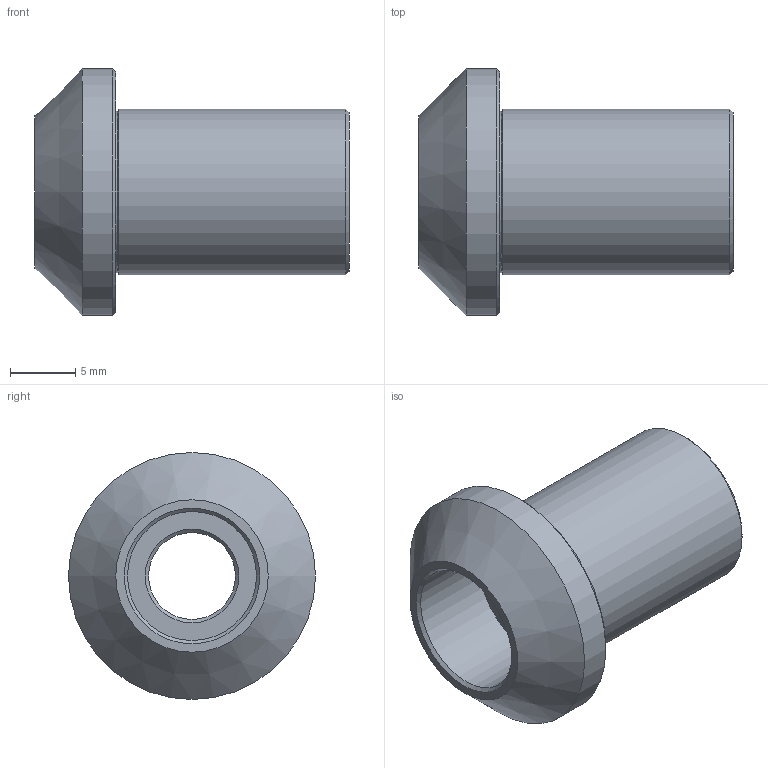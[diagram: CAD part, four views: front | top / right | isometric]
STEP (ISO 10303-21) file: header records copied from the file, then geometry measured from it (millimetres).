
FILE_DESCRIPTION(/* description */ (''),/* implementation_level */ '2;1');
FILE_NAME(/* name */ 'SSA.500-Cap-M.step',/* time_stamp */ '2025-11-25T12:10:58-06:00',/* author */ (''),/* organization */ (''),/* preprocessor_version */ 'ST-DEVELOPER v20.1',/* originating_system */ 'Autodesk Translation Framework v14.21.0.0',/* authorisation */ '');
FILE_SCHEMA (('AUTOMOTIVE_DESIGN { 1 0 10303 214 3 1 1 }'));
Length unit declared in the file: inch
Products named in the file (1): SSA.500-Cap-M
Bounding box: 24.13 x 18.97 x 18.97 mm (x, y, z)
Volume: 2544.2 mm3; surface area: 1999.4 mm2
Topology: 1 solids, 1 shells, 18 faces, 36 edges, 23 vertices
Faces by surface type: cone 8, plane 5, cylinder 5
Full cylindrical faces by diameter (mm): 6.68 x1, 9.906 x1, 12.446 x1, 12.7 x1, 18.974 x1
Entity records: 525 total; most frequent: DIRECTION 97, CARTESIAN_POINT 78, ORIENTED_EDGE 72, AXIS2_PLACEMENT_3D 42, EDGE_CURVE 36, EDGE_LOOP 23, CIRCLE 23, VERTEX_POINT 23
